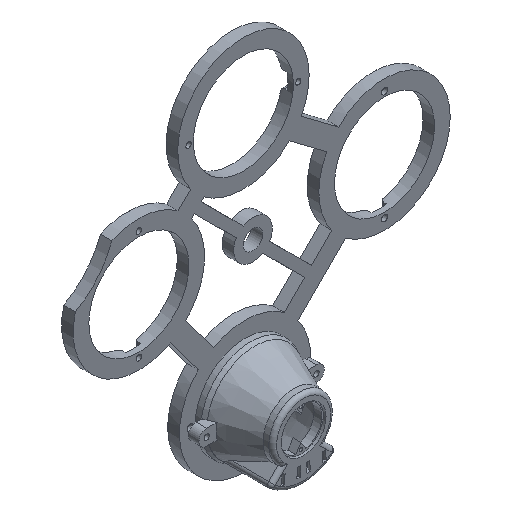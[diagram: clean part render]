
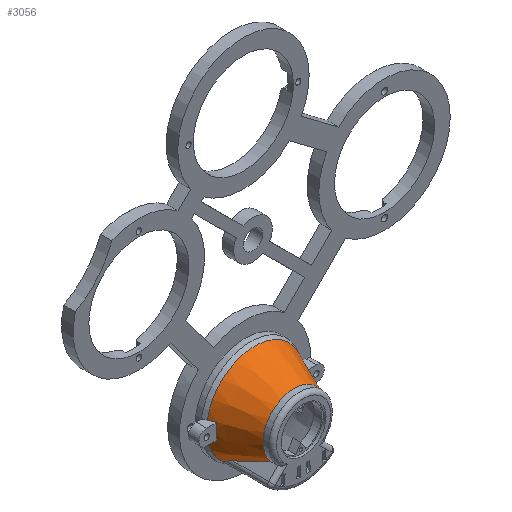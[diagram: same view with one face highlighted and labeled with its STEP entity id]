
A CAD part, isometric view. The second image highlights one B-rep face of the part: STEP entity #3056.
In plain terms, the highlighted conical face has half-angle 23.726 degrees and reference radius 24.9 mm.
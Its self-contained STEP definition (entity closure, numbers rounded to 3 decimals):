
#25=B_SPLINE_CURVE_WITH_KNOTS('',3,(#4672,#4673,#4674,#4675,#4676,#4677,
#4678,#4679,#4680,#4681),.UNSPECIFIED.,.F.,.F.,(4,2,2,2,4),(0.568,
0.605,0.642,0.781,1.137),
 .UNSPECIFIED.);
#26=B_SPLINE_CURVE_WITH_KNOTS('',3,(#4690,#4691,#4692,#4693,#4694,#4695,
#4696,#4697,#4698,#4699),.UNSPECIFIED.,.F.,.F.,(4,2,2,2,4),(0.,0.355,
0.495,0.532,0.568),.UNSPECIFIED.);
#212=LINE('',#4705,#461);
#214=LINE('',#4711,#463);
#461=VECTOR('',#3680,10.);
#463=VECTOR('',#3688,10.);
#790=FACE_OUTER_BOUND('',#966,.T.);
#966=EDGE_LOOP('',(#2253,#2254,#2255,#2256,#2257,#2258,#2259,#2260,#2261,
#2262,#2263,#2264,#2265,#2266));
#1164=CIRCLE('',#3234,24.9);
#1176=CIRCLE('',#3257,16.);
#1186=CIRCLE('',#3278,24.9);
#1187=CIRCLE('',#3279,23.362);
#1188=CIRCLE('',#3280,23.362);
#1189=CIRCLE('',#3281,24.9);
#1337=(
BOUNDED_CURVE()
B_SPLINE_CURVE(2,(#4561,#4562,#4563),.UNSPECIFIED.,.F.,.F.)
B_SPLINE_CURVE_WITH_KNOTS((3,3),(0.,0.383),.UNSPECIFIED.)
CURVE()
GEOMETRIC_REPRESENTATION_ITEM()
RATIONAL_B_SPLINE_CURVE((1.,1.001,1.))
REPRESENTATION_ITEM('')
);
#1338=(
BOUNDED_CURVE()
B_SPLINE_CURVE(2,(#4575,#4576,#4577),.UNSPECIFIED.,.F.,.F.)
B_SPLINE_CURVE_WITH_KNOTS((3,3),(0.,0.383),.UNSPECIFIED.)
CURVE()
GEOMETRIC_REPRESENTATION_ITEM()
RATIONAL_B_SPLINE_CURVE((1.,1.001,1.))
REPRESENTATION_ITEM('')
);
#1339=(
BOUNDED_CURVE()
B_SPLINE_CURVE(2,(#4767,#4768,#4769),.UNSPECIFIED.,.F.,.F.)
B_SPLINE_CURVE_WITH_KNOTS((3,3),(0.,0.383),.UNSPECIFIED.)
CURVE()
GEOMETRIC_REPRESENTATION_ITEM()
RATIONAL_B_SPLINE_CURVE((1.,1.001,1.))
REPRESENTATION_ITEM('')
);
#1340=(
BOUNDED_CURVE()
B_SPLINE_CURVE(2,(#4772,#4773,#4774),.UNSPECIFIED.,.F.,.F.)
B_SPLINE_CURVE_WITH_KNOTS((3,3),(0.,0.383),.UNSPECIFIED.)
CURVE()
GEOMETRIC_REPRESENTATION_ITEM()
RATIONAL_B_SPLINE_CURVE((1.,1.001,1.))
REPRESENTATION_ITEM('')
);
#1353=VERTEX_POINT('',#4558);
#1354=VERTEX_POINT('',#4560);
#1358=VERTEX_POINT('',#4572);
#1359=VERTEX_POINT('',#4574);
#1369=VERTEX_POINT('',#4608);
#1381=VERTEX_POINT('',#4670);
#1382=VERTEX_POINT('',#4671);
#1383=VERTEX_POINT('',#4688);
#1384=VERTEX_POINT('',#4689);
#1385=VERTEX_POINT('',#4703);
#1386=VERTEX_POINT('',#4707);
#1404=VERTEX_POINT('',#4764);
#1405=VERTEX_POINT('',#4766);
#1406=VERTEX_POINT('',#4771);
#1653=EDGE_CURVE('',#1354,#1353,#1337,.T.);
#1659=EDGE_CURVE('',#1359,#1358,#1338,.T.);
#1677=EDGE_CURVE('',#1353,#1369,#1164,.T.);
#1693=EDGE_CURVE('',#1381,#1382,#25,.F.);
#1698=EDGE_CURVE('',#1383,#1384,#26,.F.);
#1702=EDGE_CURVE('',#1381,#1385,#212,.T.);
#1704=EDGE_CURVE('',#1386,#1385,#1176,.T.);
#1705=EDGE_CURVE('',#1386,#1384,#214,.T.);
#1731=EDGE_CURVE('',#1383,#1404,#1186,.T.);
#1732=EDGE_CURVE('',#1404,#1405,#1339,.T.);
#1733=EDGE_CURVE('',#1405,#1354,#1187,.T.);
#1734=EDGE_CURVE('',#1369,#1406,#1340,.T.);
#1735=EDGE_CURVE('',#1406,#1359,#1188,.T.);
#1736=EDGE_CURVE('',#1358,#1382,#1189,.T.);
#2253=ORIENTED_EDGE('',*,*,#1702,.T.);
#2254=ORIENTED_EDGE('',*,*,#1704,.F.);
#2255=ORIENTED_EDGE('',*,*,#1705,.T.);
#2256=ORIENTED_EDGE('',*,*,#1698,.F.);
#2257=ORIENTED_EDGE('',*,*,#1731,.T.);
#2258=ORIENTED_EDGE('',*,*,#1732,.T.);
#2259=ORIENTED_EDGE('',*,*,#1733,.T.);
#2260=ORIENTED_EDGE('',*,*,#1653,.T.);
#2261=ORIENTED_EDGE('',*,*,#1677,.T.);
#2262=ORIENTED_EDGE('',*,*,#1734,.T.);
#2263=ORIENTED_EDGE('',*,*,#1735,.T.);
#2264=ORIENTED_EDGE('',*,*,#1659,.T.);
#2265=ORIENTED_EDGE('',*,*,#1736,.T.);
#2266=ORIENTED_EDGE('',*,*,#1693,.F.);
#3022=CONICAL_SURFACE('',#3277,24.9,0.414);
#3056=ADVANCED_FACE('',(#790),#3022,.T.);
#3234=AXIS2_PLACEMENT_3D('',#4610,#3627,#3628);
#3257=AXIS2_PLACEMENT_3D('',#4709,#3684,#3685);
#3277=AXIS2_PLACEMENT_3D('',#4763,#3741,#3742);
#3278=AXIS2_PLACEMENT_3D('',#4765,#3743,#3744);
#3279=AXIS2_PLACEMENT_3D('',#4770,#3745,#3746);
#3280=AXIS2_PLACEMENT_3D('',#4775,#3747,#3748);
#3281=AXIS2_PLACEMENT_3D('',#4776,#3749,#3750);
#3627=DIRECTION('center_axis',(0.,-1.,0.));
#3628=DIRECTION('ref_axis',(1.,0.,0.));
#3680=DIRECTION('',(0.285,-0.915,0.285));
#3684=DIRECTION('center_axis',(0.,-1.,0.));
#3685=DIRECTION('ref_axis',(1.,0.,0.));
#3688=DIRECTION('',(0.285,0.915,-0.285));
#3741=DIRECTION('center_axis',(0.,1.,0.));
#3742=DIRECTION('ref_axis',(0.,0.,1.));
#3743=DIRECTION('center_axis',(0.,-1.,0.));
#3744=DIRECTION('ref_axis',(1.,0.,0.));
#3745=DIRECTION('center_axis',(0.,-1.,0.));
#3746=DIRECTION('ref_axis',(1.,0.,0.));
#3747=DIRECTION('center_axis',(0.,-1.,0.));
#3748=DIRECTION('ref_axis',(1.,0.,0.));
#3749=DIRECTION('center_axis',(0.,-1.,0.));
#3750=DIRECTION('ref_axis',(1.,0.,0.));
#4558=CARTESIAN_POINT('',(24.577,25.25,4.));
#4560=CARTESIAN_POINT('',(23.017,21.75,4.));
#4561=CARTESIAN_POINT('Ctrl Pts',(23.017,21.75,4.));
#4562=CARTESIAN_POINT('Ctrl Pts',(23.772,23.443,4.));
#4563=CARTESIAN_POINT('Ctrl Pts',(24.577,25.25,4.));
#4572=CARTESIAN_POINT('',(-24.577,25.25,-4.));
#4574=CARTESIAN_POINT('',(-23.017,21.75,-4.));
#4575=CARTESIAN_POINT('Ctrl Pts',(-23.017,21.75,-4.));
#4576=CARTESIAN_POINT('Ctrl Pts',(-23.772,23.443,-4.));
#4577=CARTESIAN_POINT('Ctrl Pts',(-24.577,25.25,-4.));
#4608=CARTESIAN_POINT('',(-24.577,25.25,4.));
#4610=CARTESIAN_POINT('Origin',(0.,25.25,0.));
#4670=CARTESIAN_POINT('',(-16.131,20.5,-16.131));
#4671=CARTESIAN_POINT('',(-16.002,25.25,-19.077));
#4672=CARTESIAN_POINT('Ctrl Pts',(-16.002,25.25,-19.077));
#4673=CARTESIAN_POINT('Ctrl Pts',(-16.095,25.25,-18.999));
#4674=CARTESIAN_POINT('Ctrl Pts',(-16.186,25.225,-18.907));
#4675=CARTESIAN_POINT('Ctrl Pts',(-16.34,25.131,-18.72));
#4676=CARTESIAN_POINT('Ctrl Pts',(-16.404,25.063,-18.624));
#4677=CARTESIAN_POINT('Ctrl Pts',(-16.64,24.717,-18.211));
#4678=CARTESIAN_POINT('Ctrl Pts',(-16.704,24.269,-17.881));
#4679=CARTESIAN_POINT('Ctrl Pts',(-16.742,22.874,-17.));
#4680=CARTESIAN_POINT('Ctrl Pts',(-16.468,21.585,-16.468));
#4681=CARTESIAN_POINT('Ctrl Pts',(-16.131,20.5,-16.131));
#4688=CARTESIAN_POINT('',(16.002,25.25,-19.077));
#4689=CARTESIAN_POINT('',(16.131,20.5,-16.131));
#4690=CARTESIAN_POINT('Ctrl Pts',(16.131,20.5,-16.131));
#4691=CARTESIAN_POINT('Ctrl Pts',(16.468,21.585,-16.468));
#4692=CARTESIAN_POINT('Ctrl Pts',(16.742,22.874,-17.));
#4693=CARTESIAN_POINT('Ctrl Pts',(16.704,24.269,-17.881));
#4694=CARTESIAN_POINT('Ctrl Pts',(16.64,24.717,-18.211));
#4695=CARTESIAN_POINT('Ctrl Pts',(16.404,25.063,-18.624));
#4696=CARTESIAN_POINT('Ctrl Pts',(16.34,25.131,-18.72));
#4697=CARTESIAN_POINT('Ctrl Pts',(16.186,25.225,-18.907));
#4698=CARTESIAN_POINT('Ctrl Pts',(16.095,25.25,-18.999));
#4699=CARTESIAN_POINT('Ctrl Pts',(16.002,25.25,-19.077));
#4703=CARTESIAN_POINT('',(-11.314,5.,-11.314));
#4705=CARTESIAN_POINT('',(-17.607,25.25,-17.607));
#4707=CARTESIAN_POINT('',(11.314,5.,-11.314));
#4709=CARTESIAN_POINT('Origin',(0.,5.,0.));
#4711=CARTESIAN_POINT('',(17.607,25.25,-17.607));
#4763=CARTESIAN_POINT('Origin',(0.,25.25,0.));
#4764=CARTESIAN_POINT('',(24.577,25.25,-4.));
#4765=CARTESIAN_POINT('Origin',(0.,25.25,0.));
#4766=CARTESIAN_POINT('',(23.017,21.75,-4.));
#4767=CARTESIAN_POINT('Ctrl Pts',(24.577,25.25,-4.));
#4768=CARTESIAN_POINT('Ctrl Pts',(23.772,23.443,-4.));
#4769=CARTESIAN_POINT('Ctrl Pts',(23.017,21.75,-4.));
#4770=CARTESIAN_POINT('Origin',(0.,21.75,0.));
#4771=CARTESIAN_POINT('',(-23.017,21.75,4.));
#4772=CARTESIAN_POINT('Ctrl Pts',(-24.577,25.25,4.));
#4773=CARTESIAN_POINT('Ctrl Pts',(-23.772,23.443,4.));
#4774=CARTESIAN_POINT('Ctrl Pts',(-23.017,21.75,4.));
#4775=CARTESIAN_POINT('Origin',(0.,21.75,0.));
#4776=CARTESIAN_POINT('Origin',(0.,25.25,0.));
